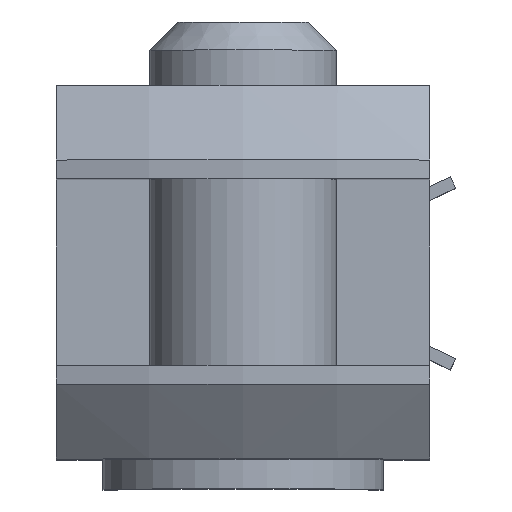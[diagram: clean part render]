
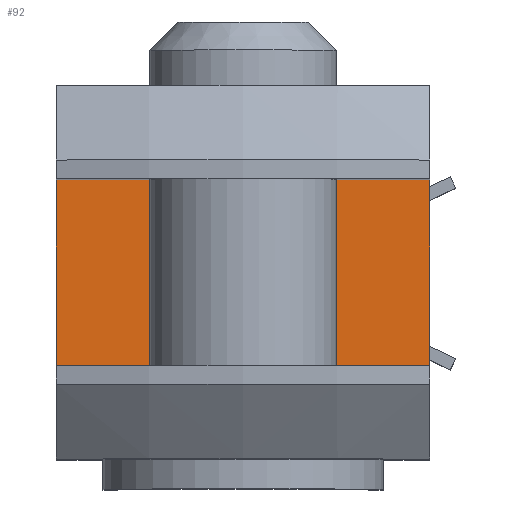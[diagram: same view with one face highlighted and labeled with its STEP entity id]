
A CAD part, top view. The second image highlights one B-rep face of the part: STEP entity #92.
In plain terms, the highlighted planar face has unit normal (0, 0, 1).
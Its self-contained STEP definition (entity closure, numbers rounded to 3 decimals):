
#92=ADVANCED_FACE('',(#200,#201),#202,.T.);
#200=FACE_BOUND('',#325,.T.);
#201=FACE_OUTER_BOUND('',#326,.T.);
#202=PLANE('',#327);
#325=EDGE_LOOP('',(#735,#736));
#326=EDGE_LOOP('',(#737,#738,#739,#740));
#327=AXIS2_PLACEMENT_3D('',#741,#742,#743);
#735=ORIENTED_EDGE('',*,*,#903,.T.);
#736=ORIENTED_EDGE('',*,*,#911,.T.);
#737=ORIENTED_EDGE('',*,*,#986,.F.);
#738=ORIENTED_EDGE('',*,*,#987,.T.);
#739=ORIENTED_EDGE('',*,*,#988,.F.);
#740=ORIENTED_EDGE('',*,*,#989,.T.);
#741=CARTESIAN_POINT('',(0.0,0.0,40.0));
#742=DIRECTION('',(0.0,0.0,1.0));
#743=DIRECTION('',(0.,-1.0,0.0));
#903=EDGE_CURVE('',#1110,#1107,#1111,.T.);
#911=EDGE_CURVE('',#1107,#1110,#1122,.T.);
#986=EDGE_CURVE('',#1234,#1235,#1236,.T.);
#987=EDGE_CURVE('',#1234,#1237,#1238,.T.);
#988=EDGE_CURVE('',#1239,#1237,#1240,.T.);
#989=EDGE_CURVE('',#1239,#1235,#1241,.T.);
#1107=VERTEX_POINT('',#1392);
#1110=VERTEX_POINT('',#1396);
#1111=CIRCLE('',#1397,9.188);
#1122=CIRCLE('',#1411,9.188);
#1234=VERTEX_POINT('',#1580);
#1235=VERTEX_POINT('',#1581);
#1236=LINE('',#1582,#1583);
#1237=VERTEX_POINT('',#1584);
#1238=LINE('',#1585,#1586);
#1239=VERTEX_POINT('',#1587);
#1240=LINE('',#1588,#1589);
#1241=LINE('',#1590,#1591);
#1392=CARTESIAN_POINT('',(9.188,0.,40.0));
#1396=CARTESIAN_POINT('',(-9.188,0.,40.0));
#1397=AXIS2_PLACEMENT_3D('',#1784,#1785,#1786);
#1411=AXIS2_PLACEMENT_3D('',#1802,#1803,#1804);
#1580=CARTESIAN_POINT('',(-20.0,10.,40.0));
#1581=CARTESIAN_POINT('',(20.0,10.,40.0));
#1582=CARTESIAN_POINT('',(21.25,10.,40.0));
#1583=VECTOR('',#1913,1.0);
#1584=CARTESIAN_POINT('',(-20.0,-10.0,40.0));
#1585=CARTESIAN_POINT('',(-20.0,0.,40.0));
#1586=VECTOR('',#1914,1.0);
#1587=CARTESIAN_POINT('',(20.0,-10.0,40.0));
#1588=CARTESIAN_POINT('',(21.25,-10.0,40.0));
#1589=VECTOR('',#1915,1.0);
#1590=CARTESIAN_POINT('',(20.0,0.,40.0));
#1591=VECTOR('',#1916,1.0);
#1784=CARTESIAN_POINT('',(0.,0.,40.0));
#1785=DIRECTION('',(0.0,0.0,-1.0));
#1786=DIRECTION('',(1.0,0.,0.0));
#1802=CARTESIAN_POINT('',(0.,0.,40.0));
#1803=DIRECTION('',(0.0,0.0,-1.0));
#1804=DIRECTION('',(1.0,0.,0.0));
#1913=DIRECTION('',(1.0,0.,0.0));
#1914=DIRECTION('',(0.,-1.0,0.0));
#1915=DIRECTION('',(-1.0,0.,0.0));
#1916=DIRECTION('',(0.,1.0,0.0));
